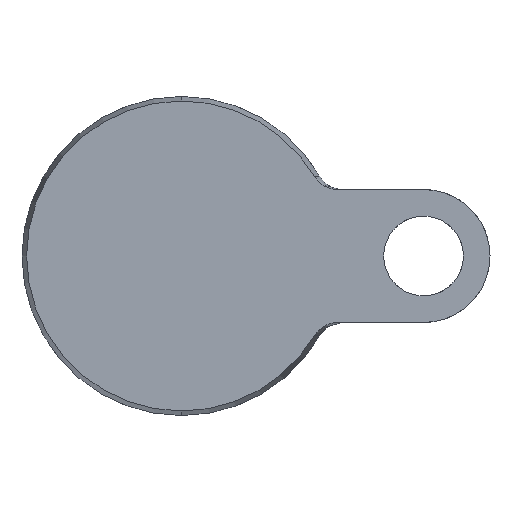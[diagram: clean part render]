
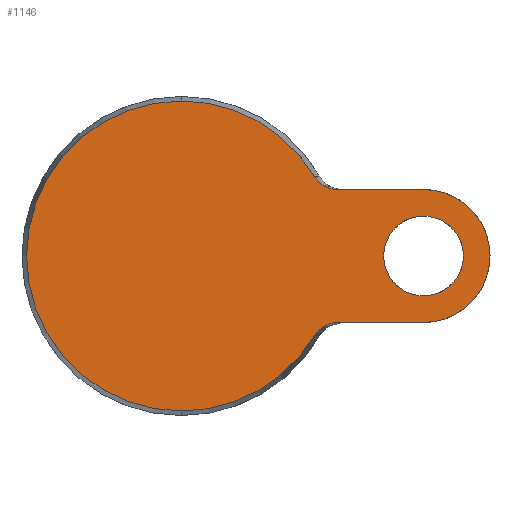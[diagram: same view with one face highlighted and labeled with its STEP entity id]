
A CAD part, front view. The second image highlights one B-rep face of the part: STEP entity #1146.
In plain terms, the highlighted planar face has unit normal (0, -1, 0).
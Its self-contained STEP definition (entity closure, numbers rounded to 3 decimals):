
#8 = CARTESIAN_POINT ( 'NONE',  ( 29.374, 0., -12.5 ) ) ;
#16 = CARTESIAN_POINT ( 'NONE',  ( 26.144, 0., 13.642 ) ) ;
#17 = EDGE_LOOP ( 'NONE', ( #814, #934, #428, #748, #1145, #1306, #918, #300 ) ) ;
#31 = VERTEX_POINT ( 'NONE', #1054 ) ;
#35 = DIRECTION ( 'NONE',  ( 0., -1., 0. ) ) ;
#37 = AXIS2_PLACEMENT_3D ( 'NONE', #910, #1337, #710 ) ;
#46 = DIRECTION ( 'NONE',  ( 0., 0., -1. ) ) ;
#47 = CARTESIAN_POINT ( 'NONE',  ( 25.011, 0., 14.959 ) ) ;
#67 = EDGE_CURVE ( 'NONE', #199, #1229, #527, .T. ) ;
#68 = DIRECTION ( 'NONE',  ( 0., 1., 0. ) ) ;
#81 = CARTESIAN_POINT ( 'NONE',  ( 45.5, 0., 7.5 ) ) ;
#91 = CARTESIAN_POINT ( 'NONE',  ( 25.977, 0., -13.784 ) ) ;
#111 = CARTESIAN_POINT ( 'NONE',  ( 29.374, 0., 12.5 ) ) ;
#125 = CARTESIAN_POINT ( 'NONE',  ( 28.502, 0., 12.556 ) ) ;
#146 = CARTESIAN_POINT ( 'NONE',  ( 45.5, 0., -7.5 ) ) ;
#156 = VECTOR ( 'NONE', #476, 1000. ) ;
#157 = DIRECTION ( 'NONE',  ( 0., 1., 0. ) ) ;
#173 = CARTESIAN_POINT ( 'NONE',  ( 29.374, 0., -12.5 ) ) ;
#178 = VERTEX_POINT ( 'NONE', #146 ) ;
#186 = VERTEX_POINT ( 'NONE', #996 ) ;
#192 = EDGE_CURVE ( 'NONE', #178, #1089, #957, .T. ) ;
#199 = VERTEX_POINT ( 'NONE', #888 ) ;
#201 = VERTEX_POINT ( 'NONE', #47 ) ;
#212 = CARTESIAN_POINT ( 'NONE',  ( 26.497, 0., -13.379 ) ) ;
#226 = CARTESIAN_POINT ( 'NONE',  ( 26.678, 0., 13.261 ) ) ;
#227 = CARTESIAN_POINT ( 'NONE',  ( 28.933, 0., -12.5 ) ) ;
#236 = CARTESIAN_POINT ( 'NONE',  ( 27.255, 0., -12.953 ) ) ;
#247 = CIRCLE ( 'NONE', #1197, 12.5 ) ;
#297 = DIRECTION ( 'NONE',  ( 0., 0., -1. ) ) ;
#300 = ORIENTED_EDGE ( 'NONE', *, *, #816, .F. ) ;
#314 = AXIS2_PLACEMENT_3D ( 'NONE', #1214, #157, #1224 ) ;
#331 = FACE_BOUND ( 'NONE', #1061, .T. ) ;
#337 = CIRCLE ( 'NONE', #37, 29.143 ) ;
#368 = CARTESIAN_POINT ( 'NONE',  ( 45.5, 0., 0. ) ) ;
#410 = EDGE_CURVE ( 'NONE', #201, #186, #337, .T. ) ;
#412 = EDGE_CURVE ( 'NONE', #186, #755, #512, .T. ) ;
#428 = ORIENTED_EDGE ( 'NONE', *, *, #410, .T. ) ;
#439 = CARTESIAN_POINT ( 'NONE',  ( 27.662, 0., -12.789 ) ) ;
#440 = AXIS2_PLACEMENT_3D ( 'NONE', #1072, #538, #1302 ) ;
#451 = FACE_OUTER_BOUND ( 'NONE', #17, .T. ) ;
#456 = CARTESIAN_POINT ( 'NONE',  ( 25.507, 0., 14.24 ) ) ;
#476 = DIRECTION ( 'NONE',  ( 1., 0., 0. ) ) ;
#512 = CIRCLE ( 'NONE', #993, 29.143 ) ;
#519 = ORIENTED_EDGE ( 'NONE', *, *, #192, .T. ) ;
#522 = EDGE_CURVE ( 'NONE', #31, #1229, #679, .T. ) ;
#527 = LINE ( 'NONE', #949, #1379 ) ;
#538 = DIRECTION ( 'NONE',  ( 0., 1., 0. ) ) ;
#560 = AXIS2_PLACEMENT_3D ( 'NONE', #664, #587, #564 ) ;
#561 = CARTESIAN_POINT ( 'NONE',  ( 26.495, 0., 13.38 ) ) ;
#564 = DIRECTION ( 'NONE',  ( 0., 0., 1. ) ) ;
#587 = DIRECTION ( 'NONE',  ( 0., 1., 0. ) ) ;
#592 = CARTESIAN_POINT ( 'NONE',  ( 15., 0., 12.5 ) ) ;
#629 = CARTESIAN_POINT ( 'NONE',  ( 26.146, 0., -13.64 ) ) ;
#640 = CARTESIAN_POINT ( 'NONE',  ( 27.659, 0., 12.79 ) ) ;
#641 = CARTESIAN_POINT ( 'NONE',  ( 27.871, 0., -12.72 ) ) ;
#653 = CARTESIAN_POINT ( 'NONE',  ( 25.976, 0., 13.785 ) ) ;
#664 = CARTESIAN_POINT ( 'NONE',  ( 45.5, 0., 0. ) ) ;
#679 = B_SPLINE_CURVE_WITH_KNOTS ( 'NONE', 3,
 ( #1378, #1182, #1044, #91, #629, #212, #1372, #236, #439, #641, #1053, #227, #8 ),
 .UNSPECIFIED., .F., .F.,
 ( 4, 2, 2, 1, 2, 2, 4 ),
 ( 0., 0.001, 0.002, 0.003, 0.003, 0.004, 0.005 ),
 .UNSPECIFIED. ) ;
#685 = DIRECTION ( 'NONE',  ( 0., 0., -1. ) ) ;
#690 = LINE ( 'NONE', #592, #156 ) ;
#710 = DIRECTION ( 'NONE',  ( 0., 0., -1. ) ) ;
#738 = DIRECTION ( 'NONE',  ( -1., 0., 0. ) ) ;
#746 = B_SPLINE_CURVE_WITH_KNOTS ( 'NONE', 3,
 ( #774, #874, #125, #878, #640, #1195, #1180, #226, #561, #16, #653, #456, #967, #766 ),
 .UNSPECIFIED., .F., .F.,
 ( 4, 2, 2, 2, 2, 2, 4 ),
 ( 0., 0.001, 0.002, 0.003, 0.003, 0.004, 0.005 ),
 .UNSPECIFIED. ) ;
#748 = ORIENTED_EDGE ( 'NONE', *, *, #412, .T. ) ;
#755 = VERTEX_POINT ( 'NONE', #1275 ) ;
#766 = CARTESIAN_POINT ( 'NONE',  ( 25.011, 0., 14.959 ) ) ;
#774 = CARTESIAN_POINT ( 'NONE',  ( 29.374, 0., 12.5 ) ) ;
#807 = EDGE_CURVE ( 'NONE', #1089, #178, #1149, .T. ) ;
#814 = ORIENTED_EDGE ( 'NONE', *, *, #896, .F. ) ;
#816 = EDGE_CURVE ( 'NONE', #837, #199, #247, .T. ) ;
#837 = VERTEX_POINT ( 'NONE', #1000 ) ;
#857 = EDGE_CURVE ( 'NONE', #755, #31, #1314, .T. ) ;
#874 = CARTESIAN_POINT ( 'NONE',  ( 28.933, 0., 12.5 ) ) ;
#878 = CARTESIAN_POINT ( 'NONE',  ( 27.869, 0., 12.721 ) ) ;
#888 = CARTESIAN_POINT ( 'NONE',  ( 45.5, 0., -12.5 ) ) ;
#896 = EDGE_CURVE ( 'NONE', #1099, #837, #690, .T. ) ;
#900 = CARTESIAN_POINT ( 'NONE',  ( 0., 0., 0. ) ) ;
#910 = CARTESIAN_POINT ( 'NONE',  ( 0., 0., 0. ) ) ;
#918 = ORIENTED_EDGE ( 'NONE', *, *, #67, .F. ) ;
#923 = CARTESIAN_POINT ( 'NONE',  ( 0., 0., 0. ) ) ;
#934 = ORIENTED_EDGE ( 'NONE', *, *, #1143, .T. ) ;
#949 = CARTESIAN_POINT ( 'NONE',  ( 15., 0., -12.5 ) ) ;
#957 = CIRCLE ( 'NONE', #560, 7.5 ) ;
#967 = CARTESIAN_POINT ( 'NONE',  ( 25.237, 0., 14.58 ) ) ;
#980 = PLANE ( 'NONE',  #440 ) ;
#993 = AXIS2_PLACEMENT_3D ( 'NONE', #923, #1347, #297 ) ;
#996 = CARTESIAN_POINT ( 'NONE',  ( 0., 0., 29.143 ) ) ;
#997 = ORIENTED_EDGE ( 'NONE', *, *, #807, .T. ) ;
#1000 = CARTESIAN_POINT ( 'NONE',  ( 45.5, 0., 12.5 ) ) ;
#1044 = CARTESIAN_POINT ( 'NONE',  ( 25.508, 0., -14.24 ) ) ;
#1053 = CARTESIAN_POINT ( 'NONE',  ( 28.503, 0., -12.556 ) ) ;
#1054 = CARTESIAN_POINT ( 'NONE',  ( 25.011, 0., -14.959 ) ) ;
#1061 = EDGE_LOOP ( 'NONE', ( #519, #997 ) ) ;
#1072 = CARTESIAN_POINT ( 'NONE',  ( -29.143, 0., 0. ) ) ;
#1089 = VERTEX_POINT ( 'NONE', #81 ) ;
#1099 = VERTEX_POINT ( 'NONE', #111 ) ;
#1143 = EDGE_CURVE ( 'NONE', #1099, #201, #746, .T. ) ;
#1145 = ORIENTED_EDGE ( 'NONE', *, *, #857, .T. ) ;
#1146 = ADVANCED_FACE ( 'NONE', ( #451, #331 ), #980, .F. ) ;
#1149 = CIRCLE ( 'NONE', #314, 7.5 ) ;
#1180 = CARTESIAN_POINT ( 'NONE',  ( 27.057, 0., 13.048 ) ) ;
#1182 = CARTESIAN_POINT ( 'NONE',  ( 25.237, 0., -14.58 ) ) ;
#1195 = CARTESIAN_POINT ( 'NONE',  ( 27.253, 0., 12.954 ) ) ;
#1197 = AXIS2_PLACEMENT_3D ( 'NONE', #368, #68, #685 ) ;
#1214 = CARTESIAN_POINT ( 'NONE',  ( 45.5, 0., 0. ) ) ;
#1224 = DIRECTION ( 'NONE',  ( 0., 0., 1. ) ) ;
#1229 = VERTEX_POINT ( 'NONE', #173 ) ;
#1275 = CARTESIAN_POINT ( 'NONE',  ( 0., 0., -29.143 ) ) ;
#1302 = DIRECTION ( 'NONE',  ( 0., 0., 1. ) ) ;
#1306 = ORIENTED_EDGE ( 'NONE', *, *, #522, .T. ) ;
#1314 = CIRCLE ( 'NONE', #1338, 29.143 ) ;
#1337 = DIRECTION ( 'NONE',  ( 0., -1., 0. ) ) ;
#1338 = AXIS2_PLACEMENT_3D ( 'NONE', #900, #35, #46 ) ;
#1347 = DIRECTION ( 'NONE',  ( 0., -1., 0. ) ) ;
#1372 = CARTESIAN_POINT ( 'NONE',  ( 26.862, 0., -13.142 ) ) ;
#1378 = CARTESIAN_POINT ( 'NONE',  ( 25.011, 0., -14.959 ) ) ;
#1379 = VECTOR ( 'NONE', #738, 1000. ) ;
